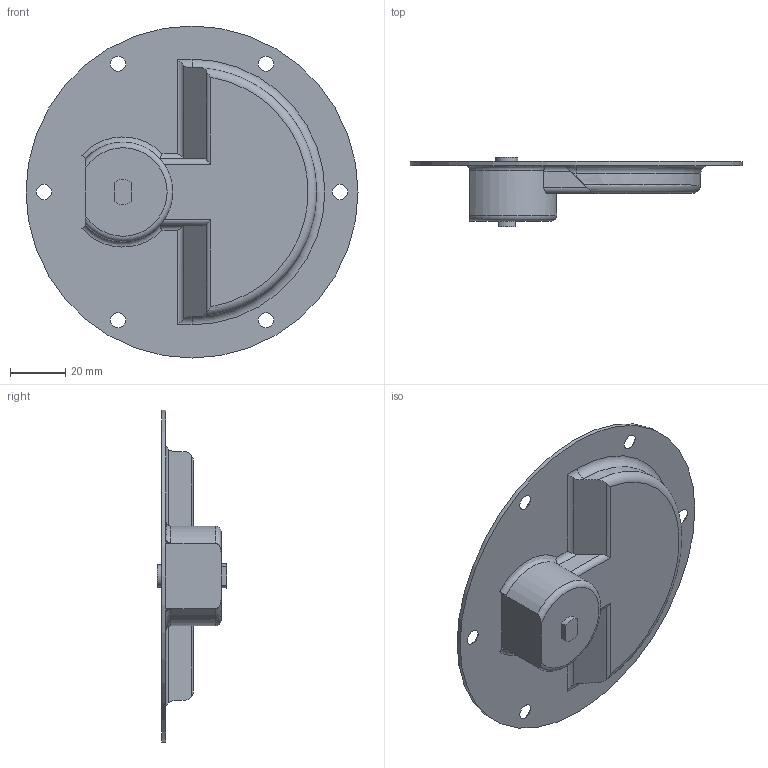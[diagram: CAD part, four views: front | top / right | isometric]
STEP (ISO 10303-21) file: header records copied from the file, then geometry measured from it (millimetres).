
FILE_DESCRIPTION( ( 'STEP AP214' ), '1' );
FILE_NAME( 'K0243.1120000.stp', '2020-11-26T14:36:30', ( '' ), ( '' ), ' ', 'PARTsolutions', ' ' );
FILE_SCHEMA( ( 'AUTOMOTIVE_DESIGN { 1 0 10303 214 1 1 1 1 }' ) );
Length unit declared in the file: millimetre
Products named in the file (1): _K0243.1120000
Bounding box: 120 x 25 x 120 mm (x, y, z)
Volume: 35332.5 mm3; surface area: 36180.4 mm2
Topology: 1 solids, 1 shells, 109 faces, 308 edges, 203 vertices
Faces by surface type: plane 56, cylinder 38, torus 9, cone 6
Full cylindrical faces by diameter (mm): 3 x4, 8 x1, 120 x1
Entity records: 4713 total; most frequent: CARTESIAN_POINT 972, DIRECTION 598, ORIENTED_EDGE 586, EDGE_CURVE 293, AXIS2_PLACEMENT_3D 219, VERTEX_POINT 200, LINE 160, VECTOR 160
